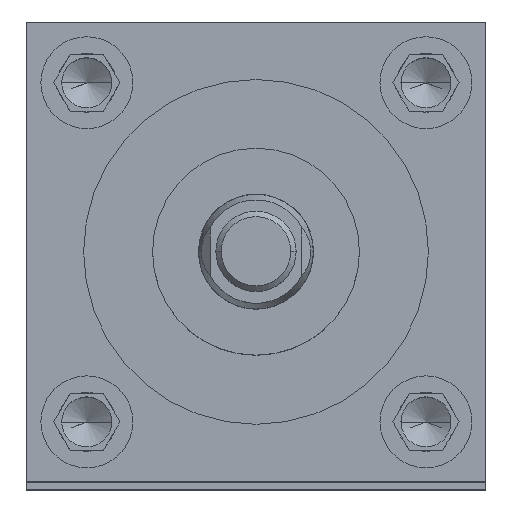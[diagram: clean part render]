
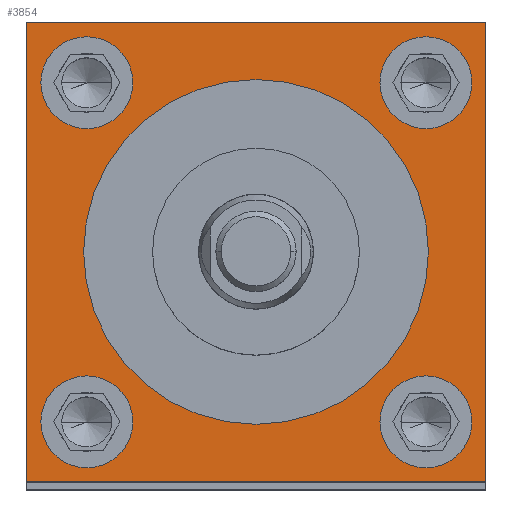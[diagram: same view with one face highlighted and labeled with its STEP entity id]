
A CAD part, top view. The second image highlights one B-rep face of the part: STEP entity #3854.
In plain terms, the highlighted planar face has unit normal (0, 0, 1).
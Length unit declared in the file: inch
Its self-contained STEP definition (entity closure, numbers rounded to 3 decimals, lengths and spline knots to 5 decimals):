
#36 = DIRECTION ( 'NONE',  ( -1., 0., 0. ) ) ;
#51 = CARTESIAN_POINT ( 'NONE',  ( 0.924, -0.924, 25.625 ) ) ;
#77 = CARTESIAN_POINT ( 'NONE',  ( 0., 0., 25.625 ) ) ;
#124 = ORIENTED_EDGE ( 'NONE', *, *, #5871, .F. ) ;
#224 = CIRCLE ( 'NONE', #3800, 0.25 ) ;
#265 = CARTESIAN_POINT ( 'NONE',  ( -0.92, 0.92, 25.625 ) ) ;
#286 = VERTEX_POINT ( 'NONE', #5350 ) ;
#294 = DIRECTION ( 'NONE',  ( 0., 0., 1. ) ) ;
#306 = EDGE_LOOP ( 'NONE', ( #5102, #4169 ) ) ;
#340 = ORIENTED_EDGE ( 'NONE', *, *, #2860, .F. ) ;
#349 = CIRCLE ( 'NONE', #3531, 0.25 ) ;
#370 = ORIENTED_EDGE ( 'NONE', *, *, #6067, .T. ) ;
#412 = DIRECTION ( 'NONE',  ( 1., 0., 0. ) ) ;
#519 = VERTEX_POINT ( 'NONE', #6030 ) ;
#520 = VERTEX_POINT ( 'NONE', #4570 ) ;
#622 = DIRECTION ( 'NONE',  ( 1., 0., 0. ) ) ;
#623 = AXIS2_PLACEMENT_3D ( 'NONE', #3582, #5059, #3092 ) ;
#779 = CARTESIAN_POINT ( 'NONE',  ( 0.674, -0.924, 25.625 ) ) ;
#789 = ORIENTED_EDGE ( 'NONE', *, *, #2249, .T. ) ;
#805 = AXIS2_PLACEMENT_3D ( 'NONE', #5362, #5851, #5941 ) ;
#913 = ORIENTED_EDGE ( 'NONE', *, *, #5743, .F. ) ;
#915 = AXIS2_PLACEMENT_3D ( 'NONE', #5717, #5262, #36 ) ;
#946 = FACE_BOUND ( 'NONE', #3871, .T. ) ;
#979 = EDGE_CURVE ( 'NONE', #1900, #5410, #224, .T. ) ;
#1064 = CARTESIAN_POINT ( 'NONE',  ( 1.174, 0.92, 25.625 ) ) ;
#1138 = CIRCLE ( 'NONE', #5899, 0.25 ) ;
#1141 = LINE ( 'NONE', #3002, #2618 ) ;
#1189 = CARTESIAN_POINT ( 'NONE',  ( -1.25, -1.25, 25.625 ) ) ;
#1196 = AXIS2_PLACEMENT_3D ( 'NONE', #4219, #3803, #2813 ) ;
#1292 = LINE ( 'NONE', #3221, #4009 ) ;
#1317 = EDGE_CURVE ( 'NONE', #3055, #4385, #1292, .T. ) ;
#1387 = VERTEX_POINT ( 'NONE', #5404 ) ;
#1434 = CARTESIAN_POINT ( 'NONE',  ( 1.25, 1.25, 25.625 ) ) ;
#1504 = CIRCLE ( 'NONE', #5761, 0.9375 ) ;
#1526 = VERTEX_POINT ( 'NONE', #5683 ) ;
#1539 = FACE_BOUND ( 'NONE', #5815, .T. ) ;
#1610 = AXIS2_PLACEMENT_3D ( 'NONE', #2090, #4918, #5915 ) ;
#1714 = VERTEX_POINT ( 'NONE', #3747 ) ;
#1765 = ORIENTED_EDGE ( 'NONE', *, *, #3537, .F. ) ;
#1900 = VERTEX_POINT ( 'NONE', #3154 ) ;
#1926 = FACE_BOUND ( 'NONE', #306, .T. ) ;
#1943 = DIRECTION ( 'NONE',  ( 0., 0., 1. ) ) ;
#1995 = CARTESIAN_POINT ( 'NONE',  ( 0.924, 0.92, 25.625 ) ) ;
#2064 = DIRECTION ( 'NONE',  ( 0., 1., 0. ) ) ;
#2090 = CARTESIAN_POINT ( 'NONE',  ( -0.92, -0.924, 25.625 ) ) ;
#2116 = VECTOR ( 'NONE', #5889, 39.37008 ) ;
#2134 = CIRCLE ( 'NONE', #5100, 0.25 ) ;
#2164 = DIRECTION ( 'NONE',  ( 1., 0., 0. ) ) ;
#2235 = CARTESIAN_POINT ( 'NONE',  ( -0.92, -0.924, 25.625 ) ) ;
#2249 = EDGE_CURVE ( 'NONE', #1387, #2831, #5720, .T. ) ;
#2270 = DIRECTION ( 'NONE',  ( 1., 0., 0. ) ) ;
#2285 = ORIENTED_EDGE ( 'NONE', *, *, #979, .F. ) ;
#2296 = EDGE_CURVE ( 'NONE', #3874, #1526, #4913, .T. ) ;
#2470 = DIRECTION ( 'NONE',  ( 1., 0., 0. ) ) ;
#2528 = ORIENTED_EDGE ( 'NONE', *, *, #2296, .F. ) ;
#2606 = CARTESIAN_POINT ( 'NONE',  ( 1.25, -1.25, 25.625 ) ) ;
#2618 = VECTOR ( 'NONE', #2064, 39.37008 ) ;
#2634 = VECTOR ( 'NONE', #2470, 39.37008 ) ;
#2640 = DIRECTION ( 'NONE',  ( 0., 0., 1. ) ) ;
#2813 = DIRECTION ( 'NONE',  ( 1., 0., 0. ) ) ;
#2831 = VERTEX_POINT ( 'NONE', #2606 ) ;
#2860 = EDGE_CURVE ( 'NONE', #519, #520, #2134, .T. ) ;
#2904 = DIRECTION ( 'NONE',  ( 1., 0., 0. ) ) ;
#2914 = CIRCLE ( 'NONE', #1196, 0.9375 ) ;
#2969 = DIRECTION ( 'NONE',  ( 0., 0., 1. ) ) ;
#3002 = CARTESIAN_POINT ( 'NONE',  ( 1.25, -1.25, 25.625 ) ) ;
#3027 = VERTEX_POINT ( 'NONE', #5677 ) ;
#3028 = CARTESIAN_POINT ( 'NONE',  ( -1.25, -1.25, 25.625 ) ) ;
#3055 = VERTEX_POINT ( 'NONE', #1434 ) ;
#3092 = DIRECTION ( 'NONE',  ( 1., 0., 0. ) ) ;
#3099 = CARTESIAN_POINT ( 'NONE',  ( -1.25, 1.25, 25.625 ) ) ;
#3154 = CARTESIAN_POINT ( 'NONE',  ( 1.174, -0.924, 25.625 ) ) ;
#3221 = CARTESIAN_POINT ( 'NONE',  ( -1.25, 1.25, 25.625 ) ) ;
#3328 = EDGE_CURVE ( 'NONE', #3027, #286, #349, .T. ) ;
#3457 = FACE_BOUND ( 'NONE', #5451, .T. ) ;
#3461 = DIRECTION ( 'NONE',  ( 1., 0., 0. ) ) ;
#3531 = AXIS2_PLACEMENT_3D ( 'NONE', #3739, #4666, #412 ) ;
#3537 = EDGE_CURVE ( 'NONE', #1526, #3874, #4014, .T. ) ;
#3539 = EDGE_CURVE ( 'NONE', #520, #519, #4893, .T. ) ;
#3574 = EDGE_CURVE ( 'NONE', #4385, #1387, #4460, .T. ) ;
#3582 = CARTESIAN_POINT ( 'NONE',  ( 0.924, -0.924, 25.625 ) ) ;
#3739 = CARTESIAN_POINT ( 'NONE',  ( -0.92, 0.92, 25.625 ) ) ;
#3747 = CARTESIAN_POINT ( 'NONE',  ( 0.9375, 0., 25.625 ) ) ;
#3800 = AXIS2_PLACEMENT_3D ( 'NONE', #51, #1943, #2904 ) ;
#3803 = DIRECTION ( 'NONE',  ( 0., 0., 1. ) ) ;
#3854 = ADVANCED_FACE ( 'NONE', ( #5786, #3457, #1539, #1926, #946, #3862 ), #5329, .F. ) ;
#3862 = FACE_OUTER_BOUND ( 'NONE', #5723, .T. ) ;
#3871 = EDGE_LOOP ( 'NONE', ( #5106, #124 ) ) ;
#3874 = VERTEX_POINT ( 'NONE', #1064 ) ;
#3878 = ORIENTED_EDGE ( 'NONE', *, *, #3539, .F. ) ;
#4009 = VECTOR ( 'NONE', #5091, 39.37008 ) ;
#4014 = CIRCLE ( 'NONE', #805, 0.25 ) ;
#4169 = ORIENTED_EDGE ( 'NONE', *, *, #3328, .F. ) ;
#4219 = CARTESIAN_POINT ( 'NONE',  ( 0., 0., 25.625 ) ) ;
#4385 = VERTEX_POINT ( 'NONE', #3099 ) ;
#4460 = LINE ( 'NONE', #1189, #2116 ) ;
#4570 = CARTESIAN_POINT ( 'NONE',  ( -0.67, -0.924, 25.625 ) ) ;
#4666 = DIRECTION ( 'NONE',  ( 0., 0., 1. ) ) ;
#4893 = CIRCLE ( 'NONE', #1610, 0.25 ) ;
#4913 = CIRCLE ( 'NONE', #5885, 0.25 ) ;
#4918 = DIRECTION ( 'NONE',  ( 0., 0., 1. ) ) ;
#5032 = CARTESIAN_POINT ( 'NONE',  ( -0.9375, 0., 25.625 ) ) ;
#5059 = DIRECTION ( 'NONE',  ( 0., 0., 1. ) ) ;
#5091 = DIRECTION ( 'NONE',  ( -1., 0., 0. ) ) ;
#5100 = AXIS2_PLACEMENT_3D ( 'NONE', #2235, #2640, #2270 ) ;
#5102 = ORIENTED_EDGE ( 'NONE', *, *, #5265, .F. ) ;
#5106 = ORIENTED_EDGE ( 'NONE', *, *, #6019, .F. ) ;
#5175 = CIRCLE ( 'NONE', #623, 0.25 ) ;
#5262 = DIRECTION ( 'NONE',  ( 0., 0., -1. ) ) ;
#5265 = EDGE_CURVE ( 'NONE', #286, #3027, #1138, .T. ) ;
#5329 = PLANE ( 'NONE',  #915 ) ;
#5350 = CARTESIAN_POINT ( 'NONE',  ( -0.67, 0.92, 25.625 ) ) ;
#5362 = CARTESIAN_POINT ( 'NONE',  ( 0.924, 0.92, 25.625 ) ) ;
#5404 = CARTESIAN_POINT ( 'NONE',  ( -1.25, -1.25, 25.625 ) ) ;
#5410 = VERTEX_POINT ( 'NONE', #779 ) ;
#5451 = EDGE_LOOP ( 'NONE', ( #2528, #1765 ) ) ;
#5677 = CARTESIAN_POINT ( 'NONE',  ( -1.17, 0.92, 25.625 ) ) ;
#5683 = CARTESIAN_POINT ( 'NONE',  ( 0.674, 0.92, 25.625 ) ) ;
#5713 = VERTEX_POINT ( 'NONE', #5032 ) ;
#5717 = CARTESIAN_POINT ( 'NONE',  ( -1.25, 1.25, 25.625 ) ) ;
#5720 = LINE ( 'NONE', #3028, #2634 ) ;
#5723 = EDGE_LOOP ( 'NONE', ( #6099, #789, #370, #5981 ) ) ;
#5743 = EDGE_CURVE ( 'NONE', #5410, #1900, #5175, .T. ) ;
#5761 = AXIS2_PLACEMENT_3D ( 'NONE', #77, #2969, #622 ) ;
#5786 = FACE_BOUND ( 'NONE', #5842, .T. ) ;
#5815 = EDGE_LOOP ( 'NONE', ( #3878, #340 ) ) ;
#5842 = EDGE_LOOP ( 'NONE', ( #2285, #913 ) ) ;
#5850 = DIRECTION ( 'NONE',  ( 0., 0., 1. ) ) ;
#5851 = DIRECTION ( 'NONE',  ( 0., 0., 1. ) ) ;
#5871 = EDGE_CURVE ( 'NONE', #5713, #1714, #2914, .T. ) ;
#5885 = AXIS2_PLACEMENT_3D ( 'NONE', #1995, #5850, #3461 ) ;
#5889 = DIRECTION ( 'NONE',  ( 0., -1., 0. ) ) ;
#5899 = AXIS2_PLACEMENT_3D ( 'NONE', #265, #294, #2164 ) ;
#5915 = DIRECTION ( 'NONE',  ( 1., 0., 0. ) ) ;
#5941 = DIRECTION ( 'NONE',  ( 1., 0., 0. ) ) ;
#5981 = ORIENTED_EDGE ( 'NONE', *, *, #1317, .T. ) ;
#6019 = EDGE_CURVE ( 'NONE', #1714, #5713, #1504, .T. ) ;
#6030 = CARTESIAN_POINT ( 'NONE',  ( -1.17, -0.924, 25.625 ) ) ;
#6067 = EDGE_CURVE ( 'NONE', #2831, #3055, #1141, .T. ) ;
#6099 = ORIENTED_EDGE ( 'NONE', *, *, #3574, .T. ) ;
